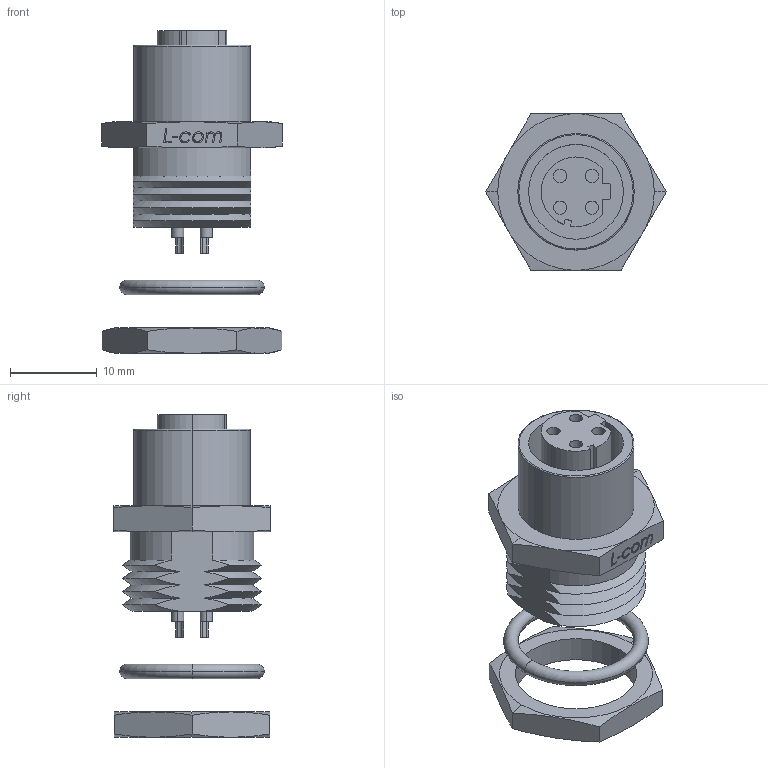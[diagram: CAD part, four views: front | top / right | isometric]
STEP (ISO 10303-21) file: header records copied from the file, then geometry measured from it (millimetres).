
FILE_DESCRIPTION (( 'STEP AP214' ), '1' );
FILE_NAME ('CON-M124PF.STEP', '2010-02-23T21:40:57', ( 'Windows XP Mode' ), ( '' ), 'SwSTEP 2.0', 'SolidWorks 2008', '' );
FILE_SCHEMA (( 'AUTOMOTIVE_DESIGN' ));
Length unit declared in the file: inch
Products named in the file (4): CON-M124PF; 3AA13-005; 3AA02-021
Assembly tree (3 placements, depth 2):
  CON-M124PF
    3AA13-005
    CON-M124PF
    3AA02-021
Bounding box: 20.79 x 18 x 37.2 mm (x, y, z)
Volume: 3511.7 mm3; surface area: 3440.7 mm2
Topology: 3 solids, 3 shells, 248 faces, 643 edges, 424 vertices
Faces by surface type: plane 112, bspline 56, cylinder 38, torus 26, cone 16
Entity records: 13894 total; most frequent: CARTESIAN_POINT 5093, ORIENTED_EDGE 1286, DIRECTION 1007, EDGE_CURVE 643, VERTEX_POINT 424, AXIS2_PLACEMENT_3D 346, VECTOR 315, LINE 315
